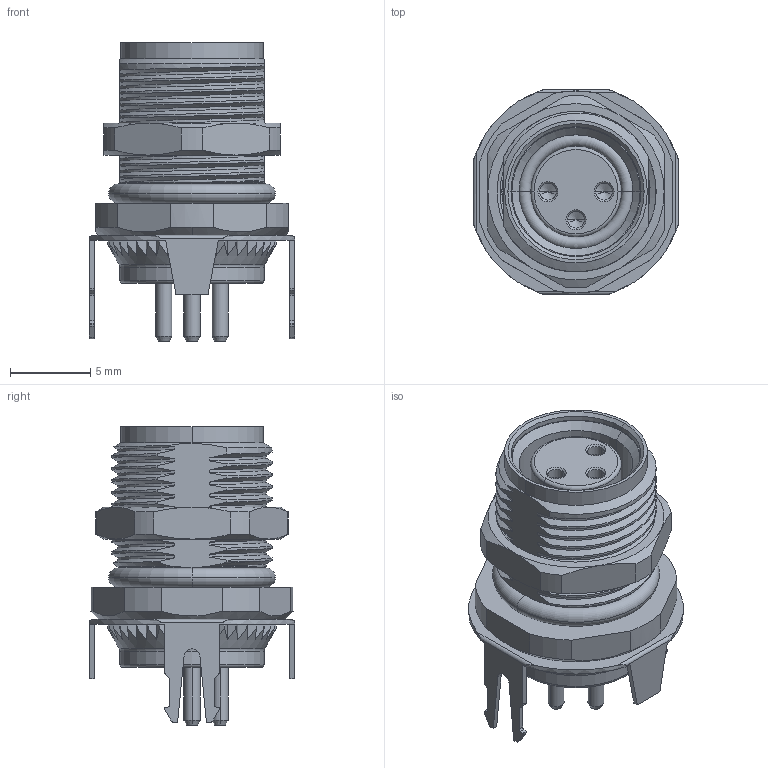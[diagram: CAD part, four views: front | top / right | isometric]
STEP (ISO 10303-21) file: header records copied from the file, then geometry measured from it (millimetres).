
FILE_DESCRIPTION((''),'2;1');
FILE_NAME('PRT0002','2023-12-04T',('gongchengVI'),(''),'PRO/ENGINEER BY PARAMETRIC TECHNOLOGY CORPORATION, 2010280','PRO/ENGINEER BY PARAMETRIC TECHNOLOGY CORPORATION, 2010280','');
FILE_SCHEMA(('CONFIG_CONTROL_DESIGN'));
Length unit declared in the file: millimetre
Products named in the file (1): PRT0002
Bounding box: 12.8 x 12.8 x 18.6 mm (x, y, z)
Surface area: 2644.6 mm2 (no closed solid volume)
Topology: 0 solids, 10 shells, 641 faces, 1673 edges, 1076 vertices
Faces by surface type: plane 248, cylinder 209, cone 76, bspline 72, torus 36
Entity records: 39165 total; most frequent: CARTESIAN_POINT 23835, ORIENTED_EDGE 3334, DIRECTION 2991, EDGE_CURVE 1667, AXIS2_PLACEMENT_3D 1107, VERTEX_POINT 1076, VECTOR 777, LINE 777
